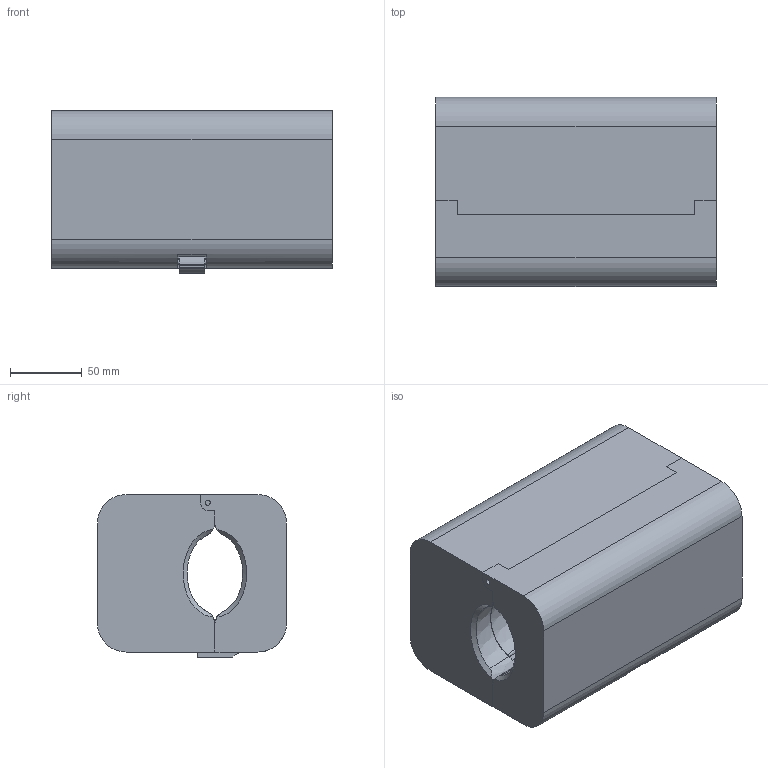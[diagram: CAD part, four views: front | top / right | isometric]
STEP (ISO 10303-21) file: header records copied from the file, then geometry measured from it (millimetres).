
FILE_DESCRIPTION(/* description */ (''),/* implementation_level */ '2;1');
FILE_NAME(/* name */ 'Modus Bracer v107.step',/* time_stamp */ '2020-06-13T17:05:01-04:00',/* author */ (''),/* organization */ (''),/* preprocessor_version */ 'ST-DEVELOPER v18.1',/* originating_system */ 'Autodesk Translation Framework v9.3.0.1241',/* authorisation */ '');
FILE_SCHEMA (('AUTOMOTIVE_DESIGN { 1 0 10303 214 3 1 1 }'));
Length unit declared in the file: millimetre
Products named in the file (7): Modus Bracer; Electrical Housing; Arm Mounting; Top Case; Component17; Component18; Bottom Base
Assembly tree (6 placements, depth 4):
  Modus Bracer
    Electrical Housing
    Arm Mounting
      Top Case
        Component17
        Component18
      Bottom Base
Bounding box: 196 x 132 x 113.74 mm (x, y, z)
Volume: 1947808.8 mm3; surface area: 230972.4 mm2
Topology: 5 solids, 5 shells, 353 faces, 977 edges, 642 vertices
Faces by surface type: plane 237, cylinder 80, bspline 25, cone 11
Full cylindrical faces by diameter (mm): 2.529 x6, 3.59 x4, 8.6 x1, 9 x1, 12.6 x1, 13 x1
Entity records: 12964 total; most frequent: CARTESIAN_POINT 3851, ORIENTED_EDGE 1934, DIRECTION 1742, EDGE_CURVE 967, LINE 686, VECTOR 686, VERTEX_POINT 642, AXIS2_PLACEMENT_3D 528
